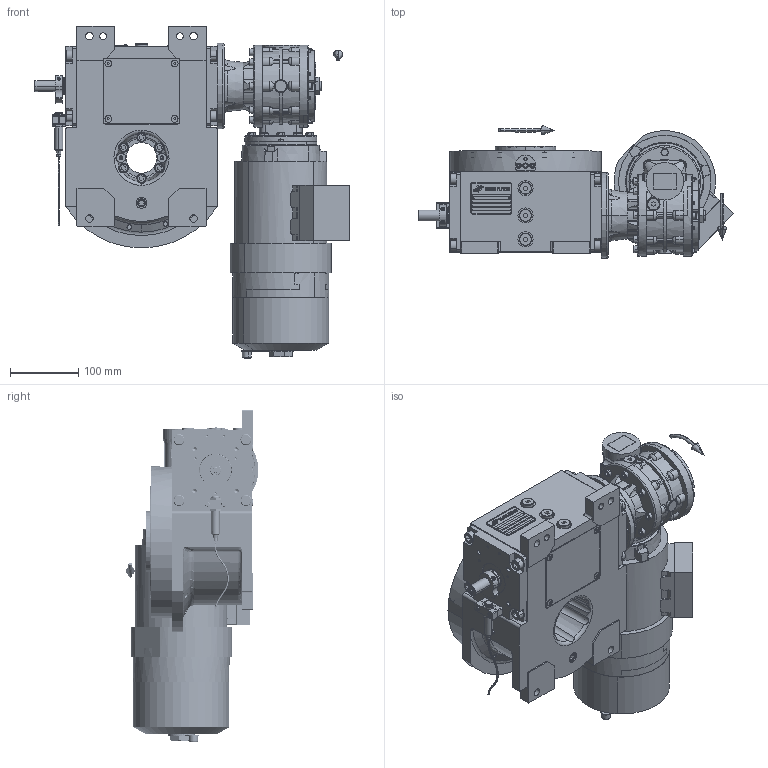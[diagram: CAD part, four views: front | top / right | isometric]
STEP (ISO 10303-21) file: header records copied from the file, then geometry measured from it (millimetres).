
FILE_DESCRIPTION (( 'STEP AP203' ), '1' );
FILE_NAME ('PC5201734.step', '2025-12-05T14:07:03', ( '' ), ( '' ), 'SwSTEP 2.0', 'SolidWorks 2020', '' );
FILE_SCHEMA (( 'CONFIG_CONTROL_DESIGN' ));
Length unit declared in the file: millimetre
Products named in the file (86): cfn2000_01_103; AS_rig06_017; cfn2158_01_011; cfn2128_04_004; cfn2155_01_056; cfn2104_01_016; rig06_003_8; AS_rig06_071_8_m; cfn2003_01_054; cfn2107_01_001; RIG06_005_ASM.stp; cfn2400_04_003; cfn2000_01_126; cfn2155_01_303; cfn2151_01_090; RIG06_021_AF0.stp; BA71B14; cfn2000_01_124; rig06_001_a; cfn2000_01_161; CFN2000_01_185.stp; cfn2010_01_015.prt; rig06_071_08_m_asm.stp; rig06_002_bl_001; freccia_angolare; 900_38_30_003; CFN2104_02_017.stp; CFN2356_03_047.stp; PC5201734; rig06_004; AS_900_38_11_06_4; rig06_007_master; cfn2476_01_002_60x46; cfn2205_01_013; rig06_004_s_001; CFN2203_02_001.stp; cfn2401_01_003; olio_agip_blasia_150; AS_900_38_30_003; rig06_016 ...
Assembly tree (79 placements, depth 5):
  cfn2151_01_090
  CFN2356_03_047.stp
  PC5201734
    rig06_001_a
    AS_cfn2476_01_002_60x46
      cfn2476_01_002_60x46
      cfn2107_01_001
      cfn2107_01_001
    AS_rig06_071_8_m
      rig06_071_08_m_asm.stp
        RIG06_005_ASM.stp
          RIG06_021_AF0.stp
          CFN2000_01_185.stp
          CFN2000_01_185.stp
          CFN2104_02_017.stp
        CFN2010_02_002.stp
      rig06_005_n_01
      rig06_003_8
      cfn2104_01_016  x2
      cfn2000_01_124
      cfn2000_01_124  x6
      cfn2000_01_124
      cfn2000_01_124
      cfn2000_01_124
      cfn2155_01_303
    AS_rig06_017
      rig06_017
      cfn2158_01_011
      cfn2000_01_126
      cfn2000_01_126
      cfn2000_01_126
      cfn2000_01_126
      cfn2000_01_126
      cfn2000_01_126
    AS_rig06_004_s_001
      rig06_004_s_001
      cfn2070_05_005
      cfn2000_01_103
      cfn2000_01_103
      cfn2000_01_103
      cfn2000_01_103
      cfn2155_01_056
    AS_rig06_004
      rig06_004
      cfn2070_05_005
      cfn2000_01_103
      cfn2000_01_103
      cfn2000_01_103
      cfn2000_01_103
      cfn2155_01_056
    AS_rig06_002_bl_001
      rig06_002_bl_001
      cfn2115_01_005
    cfn2128_04_004
    cfn2128_04_004
    cfn2128_04_004
    cfn2128_19_002
    AS_rig06_016
      rig06_016
      cfn2003_01_054
Bounding box: 460.91 x 194 x 486.18 mm (x, y, z)
Volume: 7954055.9 mm3; surface area: 1167739.1 mm2
Topology: 69 solids, 71 shells, 3858 faces, 9779 edges, 6252 vertices
Faces by surface type: plane 1767, cylinder 1299, cone 591, torus 173, bspline 22, sphere 6
Entity records: 136495 total; most frequent: CARTESIAN_POINT 37296, DIRECTION 18981, ORIENTED_EDGE 18690, EDGE_CURVE 9347, AXIS2_PLACEMENT_3D 6916, VERTEX_POINT 6047, VECTOR 5149, LINE 5149
